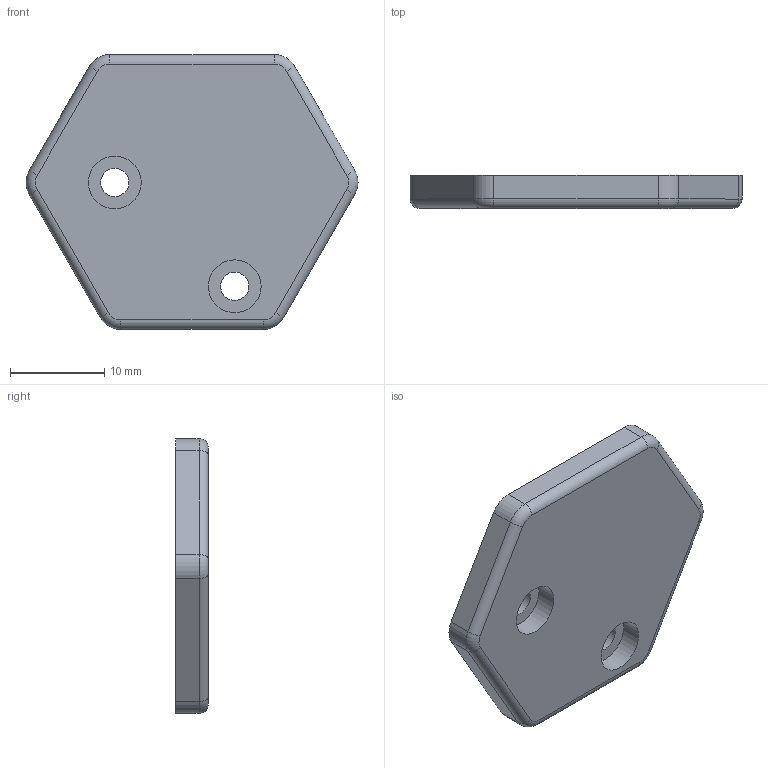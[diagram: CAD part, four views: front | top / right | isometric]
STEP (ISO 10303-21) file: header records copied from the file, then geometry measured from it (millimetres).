
FILE_DESCRIPTION(/* description */ ('STEP AP242','CAx-IF Rec.Pracs.---Representation and Presentation of Product Manufacturing Information (PMI)---4.0---2014-10-13','CAx-IF Rec.Pracs.---3D Tessellated Geometry---0.4---2014-09-14','2;1'),/* implementation_level */ '2;1');
FILE_NAME(/* name */ '6595967c562c2666dff5a433',/* time_stamp */ '2024-01-03T17:16:44Z',/* author */ (''),/* organization */ (''),/* preprocessor_version */ 'ST-DEVELOPER v19.4',/* originating_system */ ' ',/* authorisation */ ' ');
FILE_SCHEMA (('AP242_MANAGED_MODEL_BASED_3D_ENGINEERING_MIM_LF { 1 0 10303 442 1 1 4 }'));
Length unit declared in the file: metre
Products named in the file (1): cap
Bounding box: 35.21 x 3.5 x 29.14 mm (x, y, z)
Volume: 1920 mm3; surface area: 2114.8 mm2
Topology: 1 solids, 1 shells, 65 faces, 152 edges, 84 vertices
Faces by surface type: cylinder 32, plane 17, torus 8, bspline 8
Full cylindrical faces by diameter (mm): 3 x2, 5.6 x2
Entity records: 1990 total; most frequent: CARTESIAN_POINT 540, DIRECTION 316, ORIENTED_EDGE 280, EDGE_CURVE 140, AXIS2_PLACEMENT_3D 126, VERTEX_POINT 84, EDGE_LOOP 76, FACE_BOUND 76
